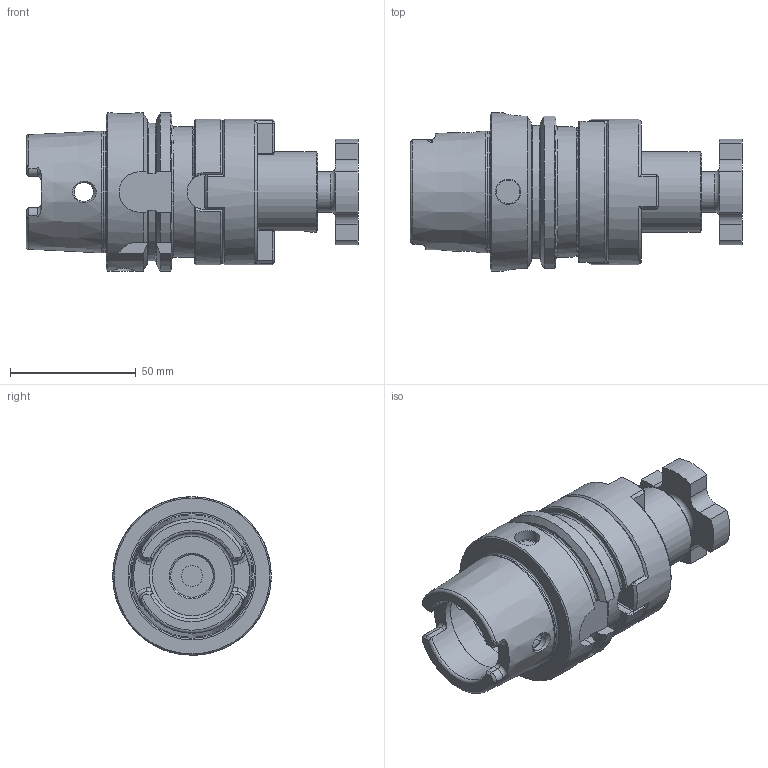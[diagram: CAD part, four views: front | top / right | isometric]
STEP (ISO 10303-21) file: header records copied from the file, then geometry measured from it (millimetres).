
FILE_DESCRIPTION( ( 'Unknown' ), '1' );
FILE_NAME( '256343240-B.stp', 'Unknown', ( 'Unknown' ), ( 'Unknown' ), 'PSStep 15.0.49', 'Unknown', ' ' );
FILE_SCHEMA( ( 'AUTOMOTIVE_DESIGN { 1 0 10303 214 1 1 1 1 }' ) );
Length unit declared in the file: millimetre
Products named in the file (3): 1; 2; 3
Bounding box: 132 x 63 x 63 mm (x, y, z)
Volume: 191795 mm3; surface area: 46781.2 mm2
Topology: 3 solids, 3 shells, 275 faces, 704 edges, 436 vertices
Faces by surface type: plane 137, cylinder 54, cone 51, torus 25, bspline 8
Full cylindrical faces by diameter (mm): 7.5 x2, 8.4 x1, 8.5 x1, 10 x1, 13.835 x2, 16 x1, 16.917 x1, 17 x1, 20 x1, 31.4 x1, 32 x2, 34 x2, 40 x1, 48.129 x1, 52 x1, 58 x1, 63 x1
Entity records: 11643 total; most frequent: CARTESIAN_POINT 3353, ORIENTED_EDGE 1258, DIRECTION 1190, EDGE_CURVE 629, AXIS2_PLACEMENT_3D 462, VERTEX_POINT 412, EDGE_LOOP 332, FACE_OUTER_BOUND 305
